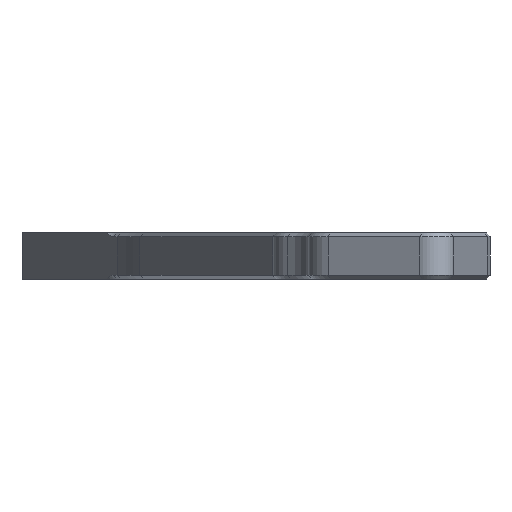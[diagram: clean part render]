
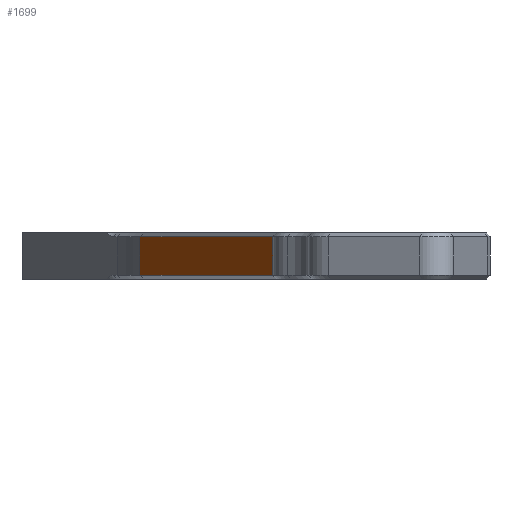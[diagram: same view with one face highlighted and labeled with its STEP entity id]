
A CAD part, left-side view. The second image highlights one B-rep face of the part: STEP entity #1699.
In plain terms, the highlighted planar face has unit normal (-0.342, 0.94, 0).
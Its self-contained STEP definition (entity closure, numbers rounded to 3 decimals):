
#77=PLANE('',#1884);
#255=FACE_OUTER_BOUND('',#369,.T.);
#369=EDGE_LOOP('',(#1423,#1424,#1425,#1426));
#506=LINE('',#2868,#664);
#525=LINE('',#2974,#683);
#526=LINE('',#2978,#684);
#527=LINE('',#2979,#685);
#664=VECTOR('',#2214,10.);
#683=VECTOR('',#2279,10.);
#684=VECTOR('',#2284,10.);
#685=VECTOR('',#2285,10.);
#873=VERTEX_POINT('',#2862);
#874=VERTEX_POINT('',#2866);
#888=VERTEX_POINT('',#2973);
#889=VERTEX_POINT('',#2977);
#1054=EDGE_CURVE('',#874,#873,#506,.T.);
#1083=EDGE_CURVE('',#873,#888,#525,.T.);
#1085=EDGE_CURVE('',#874,#889,#526,.T.);
#1086=EDGE_CURVE('',#888,#889,#527,.T.);
#1423=ORIENTED_EDGE('',*,*,#1054,.F.);
#1424=ORIENTED_EDGE('',*,*,#1085,.T.);
#1425=ORIENTED_EDGE('',*,*,#1086,.F.);
#1426=ORIENTED_EDGE('',*,*,#1083,.F.);
#1699=ADVANCED_FACE('',(#255),#77,.T.);
#1884=AXIS2_PLACEMENT_3D('',#2976,#2282,#2283);
#2214=DIRECTION('',(0.94,0.342,0.));
#2279=DIRECTION('',(0.,0.,1.));
#2282=DIRECTION('center_axis',(-0.342,0.94,0.));
#2283=DIRECTION('ref_axis',(-0.94,-0.342,0.));
#2284=DIRECTION('',(0.,0.,1.));
#2285=DIRECTION('',(-0.94,-0.342,0.));
#2862=CARTESIAN_POINT('',(-28.352,-31.967,0.5));
#2866=CARTESIAN_POINT('',(-79.335,-50.523,0.5));
#2868=CARTESIAN_POINT('',(-44.943,-38.005,0.5));
#2973=CARTESIAN_POINT('',(-28.352,-31.967,5.5));
#2974=CARTESIAN_POINT('',(-28.352,-31.967,0.));
#2976=CARTESIAN_POINT('Origin',(-28.352,-31.967,0.));
#2977=CARTESIAN_POINT('',(-79.335,-50.523,5.5));
#2978=CARTESIAN_POINT('',(-79.335,-50.523,0.));
#2979=CARTESIAN_POINT('',(-44.943,-38.005,5.5));
